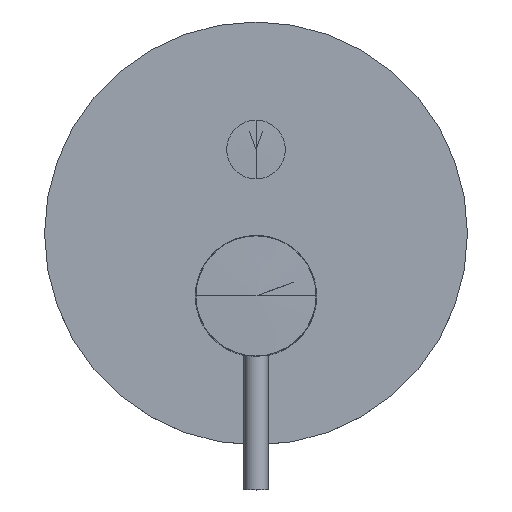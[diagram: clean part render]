
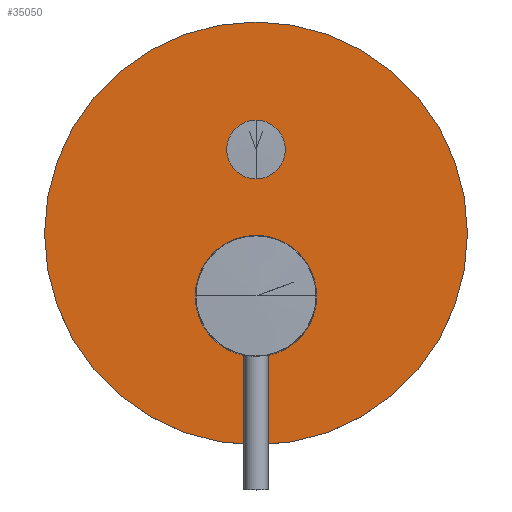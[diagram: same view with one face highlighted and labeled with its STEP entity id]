
A CAD part, top view. The second image highlights one B-rep face of the part: STEP entity #35050.
In plain terms, the highlighted planar face has unit normal (0, 0, 1).
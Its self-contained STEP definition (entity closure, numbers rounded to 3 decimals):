
#34063=CARTESIAN_POINT('',(0.,0.25,64.));
#34064=DIRECTION('',(0.,0.,1.));
#34065=DIRECTION('',(1.,0.,0.));
#34066=AXIS2_PLACEMENT_3D('',#34063,#34064,#34065);
#34068=CARTESIAN_POINT('',(0.,0.25,64.));
#34069=DIRECTION('',(0.,0.,1.));
#34070=DIRECTION('',(-1.,0.,0.));
#34071=AXIS2_PLACEMENT_3D('',#34068,#34069,#34070);
#34073=CARTESIAN_POINT('',(0.,-25.5,64.));
#34074=DIRECTION('',(0.,0.,-1.));
#34075=DIRECTION('',(1.,0.,0.));
#34076=AXIS2_PLACEMENT_3D('',#34073,#34074,#34075);
#34078=CARTESIAN_POINT('',(0.,-25.5,64.));
#34079=DIRECTION('',(0.,0.,-1.));
#34080=DIRECTION('',(-1.,0.,0.));
#34081=AXIS2_PLACEMENT_3D('',#34078,#34079,#34080);
#34083=CARTESIAN_POINT('',(0.,34.5,64.));
#34084=DIRECTION('',(0.,0.,-1.));
#34085=DIRECTION('',(1.,0.,0.));
#34086=AXIS2_PLACEMENT_3D('',#34083,#34084,#34085);
#34088=CARTESIAN_POINT('',(0.,34.5,64.));
#34089=DIRECTION('',(0.,0.,-1.));
#34090=DIRECTION('',(-1.,0.,0.));
#34091=AXIS2_PLACEMENT_3D('',#34088,#34089,#34090);
#34639=CARTESIAN_POINT('',(86.5,0.25,64.));
#34640=CARTESIAN_POINT('',(-86.5,0.25,64.));
#34641=VERTEX_POINT('',#34639);
#34642=VERTEX_POINT('',#34640);
#34643=CARTESIAN_POINT('',(24.25,-25.5,64.));
#34644=CARTESIAN_POINT('',(-24.25,-25.5,64.));
#34645=VERTEX_POINT('',#34643);
#34646=VERTEX_POINT('',#34644);
#34647=CARTESIAN_POINT('',(10.25,34.5,64.));
#34648=CARTESIAN_POINT('',(-10.25,34.5,64.));
#34649=VERTEX_POINT('',#34647);
#34650=VERTEX_POINT('',#34648);
#35029=CARTESIAN_POINT('',(0.,0.25,64.));
#35030=DIRECTION('',(0.,0.,1.));
#35031=DIRECTION('',(1.,0.,0.));
#35032=AXIS2_PLACEMENT_3D('',#35029,#35030,#35031);
#35033=PLANE('',#35032);
#35035=ORIENTED_EDGE('',*,*,#35034,.F.);
#35037=ORIENTED_EDGE('',*,*,#35036,.F.);
#35038=EDGE_LOOP('',(#35035,#35037));
#35039=FACE_OUTER_BOUND('',#35038,.F.);
#35041=ORIENTED_EDGE('',*,*,#35040,.F.);
#35043=ORIENTED_EDGE('',*,*,#35042,.F.);
#35044=EDGE_LOOP('',(#35041,#35043));
#35045=FACE_BOUND('',#35044,.F.);
#35046=ORIENTED_EDGE('',*,*,#34995,.F.);
#35047=ORIENTED_EDGE('',*,*,#35016,.F.);
#35048=EDGE_LOOP('',(#35046,#35047));
#35049=FACE_BOUND('',#35048,.F.);
#35050=ADVANCED_FACE('',(#35039,#35045,#35049),#35033,.T.);
#34067=CIRCLE('',#34066,86.5);
#34072=CIRCLE('',#34071,86.5);
#34077=CIRCLE('',#34076,24.25);
#34082=CIRCLE('',#34081,24.25);
#34087=CIRCLE('',#34086,10.25);
#34092=CIRCLE('',#34091,10.25);
#34995=EDGE_CURVE('',#34649,#34650,#34087,.T.);
#35016=EDGE_CURVE('',#34650,#34649,#34092,.T.);
#35034=EDGE_CURVE('',#34641,#34642,#34067,.T.);
#35036=EDGE_CURVE('',#34642,#34641,#34072,.T.);
#35040=EDGE_CURVE('',#34645,#34646,#34077,.T.);
#35042=EDGE_CURVE('',#34646,#34645,#34082,.T.);
